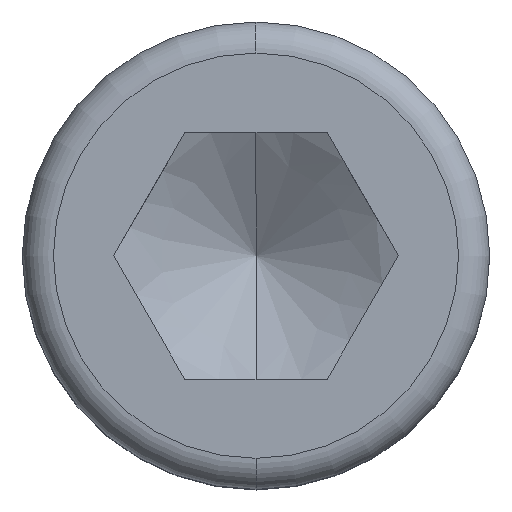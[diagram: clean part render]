
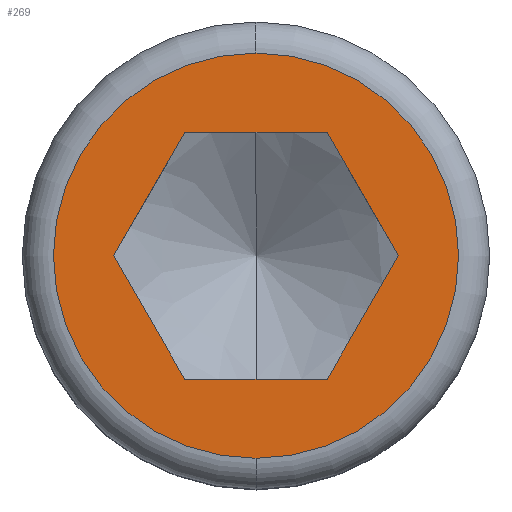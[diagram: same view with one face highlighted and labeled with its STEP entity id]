
A CAD part, top view. The second image highlights one B-rep face of the part: STEP entity #269.
In plain terms, the highlighted planar face has unit normal (0, 0, 1).
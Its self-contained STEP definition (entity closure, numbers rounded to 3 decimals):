
#143=EDGE_CURVE('',#195,#211,#378,.T.);
#187=EDGE_CURVE('',#193,#267,#432,.T.);
#193=VERTEX_POINT('',#440);
#195=VERTEX_POINT('',#442);
#211=VERTEX_POINT('',#460);
#215=EDGE_CURVE('',#271,#253,#464,.T.);
#245=EDGE_CURVE('',#253,#195,#496,.T.);
#251=EDGE_CURVE('',#267,#193,#502,.T.);
#253=VERTEX_POINT('',#504);
#259=EDGE_CURVE('',#321,#271,#511,.T.);
#267=VERTEX_POINT('',#520);
#269=ADVANCED_FACE('',(#522,#523),#524,.T.);
#271=VERTEX_POINT('',#526);
#309=EDGE_CURVE('',#333,#321,#568,.T.);
#321=VERTEX_POINT('',#580);
#333=VERTEX_POINT('',#593);
#349=EDGE_CURVE('',#211,#333,#610,.T.);
#378=LINE('',#631,#632);
#432=CIRCLE('',#704,15.6);
#440=CARTESIAN_POINT('',(0.,-15.6,24.0));
#442=CARTESIAN_POINT('',(5.485,9.5,24.));
#460=CARTESIAN_POINT('',(10.97,0.,24.));
#464=LINE('',#742,#743);
#496=LINE('',#814,#815);
#502=CIRCLE('',#825,15.6);
#504=CARTESIAN_POINT('',(-5.485,9.5,24.));
#511=LINE('',#835,#836);
#520=CARTESIAN_POINT('',(0.,15.6,24.0));
#522=FACE_BOUND('',#851,.T.);
#523=FACE_OUTER_BOUND('',#852,.T.);
#524=PLANE('',#853);
#526=CARTESIAN_POINT('',(-10.97,0.0,24.));
#568=LINE('',#920,#921);
#580=CARTESIAN_POINT('',(-5.485,-9.5,24.));
#593=CARTESIAN_POINT('',(5.485,-9.5,24.));
#610=LINE('',#994,#995);
#631=CARTESIAN_POINT('',(9.599,2.375,24.));
#632=VECTOR('',#1014,1.0);
#704=AXIS2_PLACEMENT_3D('',#1117,#1118,#1119);
#742=CARTESIAN_POINT('',(-6.856,7.125,24.));
#743=VECTOR('',#1153,1.0);
#814=CARTESIAN_POINT('',(2.743,9.5,24.));
#815=VECTOR('',#1180,1.0);
#825=AXIS2_PLACEMENT_3D('',#1185,#1186,#1187);
#835=CARTESIAN_POINT('',(-9.599,-2.375,24.));
#836=VECTOR('',#1196,1.0);
#851=EDGE_LOOP('',(#1208,#1209,#1210,#1211,#1212,#1213));
#852=EDGE_LOOP('',(#1214,#1215));
#853=AXIS2_PLACEMENT_3D('',#1216,#1217,#1218);
#920=CARTESIAN_POINT('',(-2.742,-9.5,24.));
#921=VECTOR('',#1265,1.0);
#994=CARTESIAN_POINT('',(6.856,-7.125,24.));
#995=VECTOR('',#1292,1.0);
#1014=DIRECTION('',(0.5,-0.866,0.0));
#1117=CARTESIAN_POINT('',(0.,0.,24.0));
#1118=DIRECTION('',(0.0,0.0,1.0));
#1119=DIRECTION('',(-1.0,0.0,0.0));
#1153=DIRECTION('',(0.5,0.866,0.0));
#1180=DIRECTION('',(1.0,0.0,0.0));
#1185=CARTESIAN_POINT('',(0.,0.,24.0));
#1186=DIRECTION('',(0.0,0.0,1.0));
#1187=DIRECTION('',(-1.0,0.0,0.0));
#1196=DIRECTION('',(-0.5,0.866,0.0));
#1208=ORIENTED_EDGE('',*,*,#259,.T.);
#1209=ORIENTED_EDGE('',*,*,#215,.T.);
#1210=ORIENTED_EDGE('',*,*,#245,.T.);
#1211=ORIENTED_EDGE('',*,*,#143,.T.);
#1212=ORIENTED_EDGE('',*,*,#349,.T.);
#1213=ORIENTED_EDGE('',*,*,#309,.T.);
#1214=ORIENTED_EDGE('',*,*,#187,.T.);
#1215=ORIENTED_EDGE('',*,*,#251,.T.);
#1216=CARTESIAN_POINT('',(0.,-14.485,24.0));
#1217=DIRECTION('',(0.0,0.0,1.0));
#1218=DIRECTION('',(0.,-1.0,0.0));
#1265=DIRECTION('',(-1.0,0.0,0.0));
#1292=DIRECTION('',(-0.5,-0.866,0.0));
